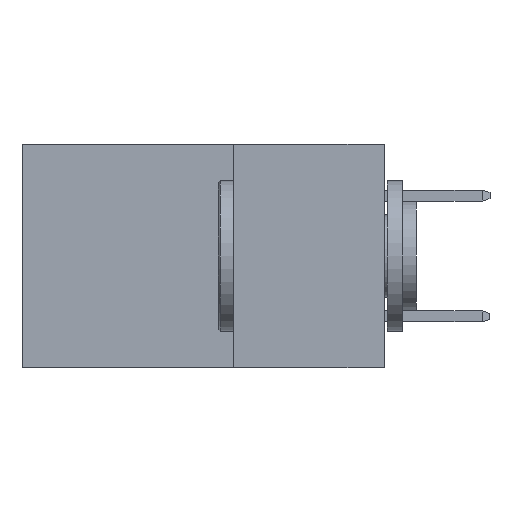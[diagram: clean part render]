
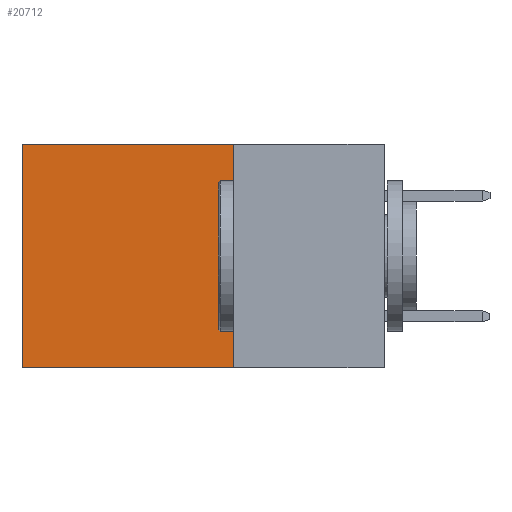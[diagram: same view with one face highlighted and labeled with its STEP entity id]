
A CAD part, left-side view. The second image highlights one B-rep face of the part: STEP entity #20712.
In plain terms, the highlighted planar face has unit normal (-1, 0, 0).
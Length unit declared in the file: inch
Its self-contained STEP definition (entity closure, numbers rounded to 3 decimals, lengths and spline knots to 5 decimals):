
#125 = VECTOR ( 'NONE', #5215, 39.37008 ) ;
#681 = ORIENTED_EDGE ( 'NONE', *, *, #5788, .T. ) ;
#914 = ORIENTED_EDGE ( 'NONE', *, *, #13285, .F. ) ;
#3038 = CARTESIAN_POINT ( 'NONE',  ( 0.298, 0.25, 0. ) ) ;
#5215 = DIRECTION ( 'NONE',  ( 0., 0., -1. ) ) ;
#5788 = EDGE_CURVE ( 'NONE', #13216, #15444, #7631, .T. ) ;
#6133 = VECTOR ( 'NONE', #22842, 39.37008 ) ;
#6247 = CARTESIAN_POINT ( 'NONE',  ( 0.298, 0.25, -0.37 ) ) ;
#7631 = LINE ( 'NONE', #25561, #22881 ) ;
#8420 = VERTEX_POINT ( 'NONE', #22030 ) ;
#9086 = DIRECTION ( 'NONE',  ( 1., 0., 0. ) ) ;
#10928 = ORIENTED_EDGE ( 'NONE', *, *, #12342, .T. ) ;
#11104 = CARTESIAN_POINT ( 'NONE',  ( 0.298, 0.25, 0. ) ) ;
#11550 = DIRECTION ( 'NONE',  ( 0., 0., -1. ) ) ;
#11681 = LINE ( 'NONE', #6247, #6133 ) ;
#11981 = FACE_OUTER_BOUND ( 'NONE', #20380, .T. ) ;
#12342 = EDGE_CURVE ( 'NONE', #26016, #13216, #13673, .T. ) ;
#12449 = CARTESIAN_POINT ( 'NONE',  ( 0.298, 0.6, -0.37 ) ) ;
#13216 = VERTEX_POINT ( 'NONE', #20583 ) ;
#13285 = EDGE_CURVE ( 'NONE', #8420, #15444, #11681, .T. ) ;
#13673 = LINE ( 'NONE', #3038, #24032 ) ;
#14133 = AXIS2_PLACEMENT_3D ( 'NONE', #11104, #9086, #23563 ) ;
#15444 = VERTEX_POINT ( 'NONE', #12449 ) ;
#16019 = LINE ( 'NONE', #17677, #125 ) ;
#16483 = CARTESIAN_POINT ( 'NONE',  ( 0.298, 0.25, 0. ) ) ;
#17677 = CARTESIAN_POINT ( 'NONE',  ( 0.298, 0.25, 0. ) ) ;
#19432 = PLANE ( 'NONE',  #14133 ) ;
#20380 = EDGE_LOOP ( 'NONE', ( #681, #914, #24074, #10928 ) ) ;
#20583 = CARTESIAN_POINT ( 'NONE',  ( 0.298, 0.6, 0. ) ) ;
#20712 = ADVANCED_FACE ( 'NONE', ( #11981 ), #19432, .F. ) ;
#21703 = DIRECTION ( 'NONE',  ( 0., 1., 0. ) ) ;
#22030 = CARTESIAN_POINT ( 'NONE',  ( 0.298, 0.25, -0.37 ) ) ;
#22842 = DIRECTION ( 'NONE',  ( 0., 1., 0. ) ) ;
#22881 = VECTOR ( 'NONE', #11550, 39.37008 ) ;
#23563 = DIRECTION ( 'NONE',  ( 0., 0., -1. ) ) ;
#24032 = VECTOR ( 'NONE', #21703, 39.37008 ) ;
#24074 = ORIENTED_EDGE ( 'NONE', *, *, #25718, .F. ) ;
#25561 = CARTESIAN_POINT ( 'NONE',  ( 0.298, 0.6, 0. ) ) ;
#25718 = EDGE_CURVE ( 'NONE', #26016, #8420, #16019, .T. ) ;
#26016 = VERTEX_POINT ( 'NONE', #16483 ) ;
